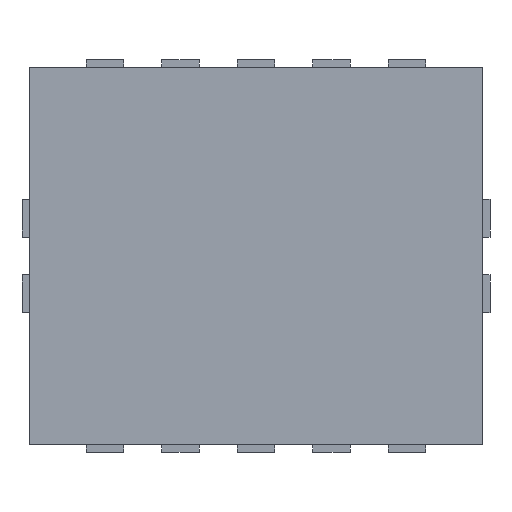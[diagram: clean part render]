
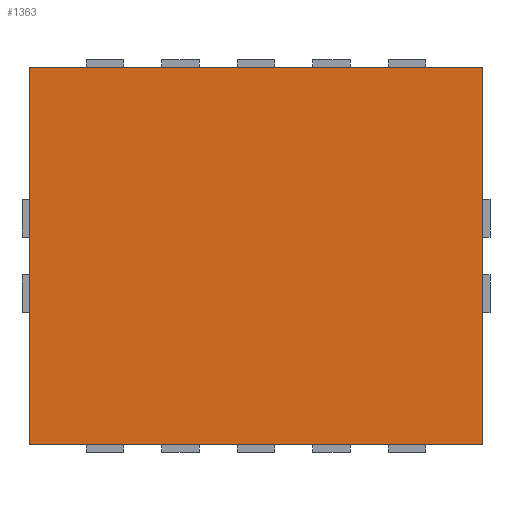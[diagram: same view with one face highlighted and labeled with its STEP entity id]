
A CAD part, front view. The second image highlights one B-rep face of the part: STEP entity #1363.
In plain terms, the highlighted planar face has unit normal (0, -1, 0).
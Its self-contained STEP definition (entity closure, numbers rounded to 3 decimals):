
#50=PLANE('',#1485);
#142=FACE_OUTER_BOUND('',#235,.T.);
#235=EDGE_LOOP('',(#1015,#1016,#1017,#1018));
#321=LINE('',#1952,#502);
#325=LINE('',#1960,#506);
#328=LINE('',#1966,#509);
#331=LINE('',#1971,#512);
#502=VECTOR('',#1583,10.);
#506=VECTOR('',#1589,10.);
#509=VECTOR('',#1594,10.);
#512=VECTOR('',#1599,10.);
#686=VERTEX_POINT('',#1950);
#687=VERTEX_POINT('',#1951);
#690=VERTEX_POINT('',#1959);
#692=VERTEX_POINT('',#1965);
#809=EDGE_CURVE('',#686,#687,#321,.T.);
#813=EDGE_CURVE('',#690,#686,#325,.T.);
#816=EDGE_CURVE('',#692,#690,#328,.T.);
#819=EDGE_CURVE('',#687,#692,#331,.T.);
#1015=ORIENTED_EDGE('',*,*,#819,.F.);
#1016=ORIENTED_EDGE('',*,*,#809,.F.);
#1017=ORIENTED_EDGE('',*,*,#813,.F.);
#1018=ORIENTED_EDGE('',*,*,#816,.F.);
#1363=ADVANCED_FACE('',(#142),#50,.F.);
#1485=AXIS2_PLACEMENT_3D('',#1974,#1603,#1604);
#1583=DIRECTION('',(1.,0.,0.));
#1589=DIRECTION('',(0.,0.,1.));
#1594=DIRECTION('',(-1.,0.,0.));
#1599=DIRECTION('',(0.,0.,-1.));
#1603=DIRECTION('center_axis',(0.,1.,0.));
#1604=DIRECTION('ref_axis',(1.,0.,0.));
#1950=CARTESIAN_POINT('',(-1.5,0.,1.25));
#1951=CARTESIAN_POINT('',(1.5,0.,1.25));
#1952=CARTESIAN_POINT('',(-1.5,0.,1.25));
#1959=CARTESIAN_POINT('',(-1.5,0.,-1.25));
#1960=CARTESIAN_POINT('',(-1.5,0.,-1.25));
#1965=CARTESIAN_POINT('',(1.5,0.,-1.25));
#1966=CARTESIAN_POINT('',(1.5,0.,-1.25));
#1971=CARTESIAN_POINT('',(1.5,0.,1.25));
#1974=CARTESIAN_POINT('Origin',(0.,0.,0.));
